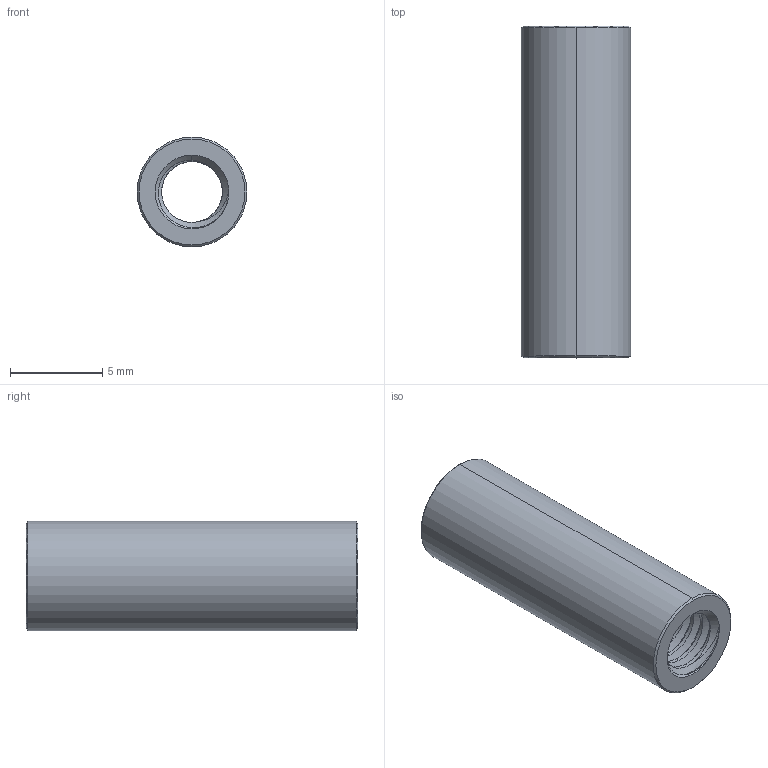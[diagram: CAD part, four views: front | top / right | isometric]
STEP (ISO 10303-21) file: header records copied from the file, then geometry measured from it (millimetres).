
FILE_DESCRIPTION (( 'STEP AP203' ), '1' );
FILE_NAME ('1501-0006-0018.STEP', '2017-04-06T19:01:31', ( '' ), ( '' ), 'SwSTEP 2.0', 'SolidWorks 2016', '' );
FILE_SCHEMA (( 'CONFIG_CONTROL_DESIGN' ));
Length unit declared in the file: millimetre
Products named in the file (1): 1501-0006-0018
Bounding box: 5.95 x 18 x 5.95 mm (x, y, z)
Volume: 316.5 mm3; surface area: 687.3 mm2
Topology: 1 solids, 1 shells, 120 faces, 345 edges, 227 vertices
Faces by surface type: cylinder 106, cone 10, plane 2, bspline 2
Entity records: 7191 total; most frequent: CARTESIAN_POINT 4589, ORIENTED_EDGE 690, DIRECTION 388, EDGE_CURVE 345, VERTEX_POINT 227, AXIS2_PLACEMENT_3D 138, EDGE_LOOP 122, ADVANCED_FACE 120
